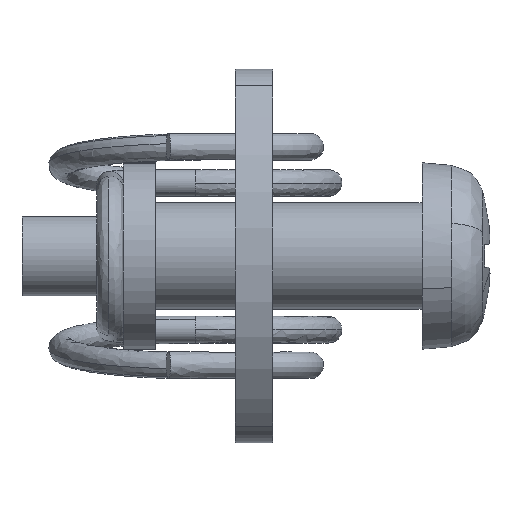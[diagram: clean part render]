
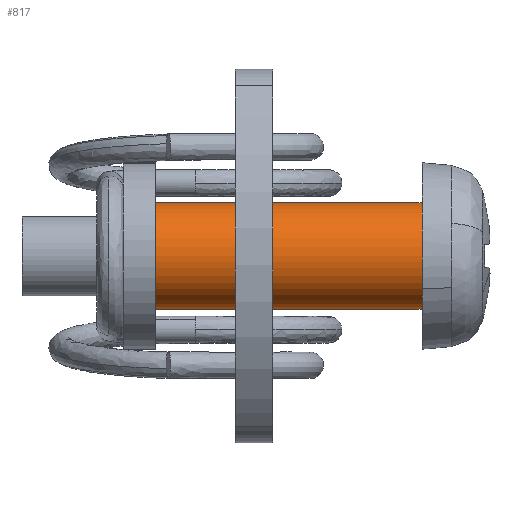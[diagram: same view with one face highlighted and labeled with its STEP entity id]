
A CAD part, top view. The second image highlights one B-rep face of the part: STEP entity #817.
In plain terms, the highlighted free-form (B-spline) face has degree [2, 1] with [5, 2] control points.
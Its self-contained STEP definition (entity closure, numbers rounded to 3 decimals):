
#654=CARTESIAN_POINT('',(-10.,1.986,0.236));
#655=VERTEX_POINT('',#654);
#673=CARTESIAN_POINT('',(0.,1.986,0.236));
#674=VERTEX_POINT('',#673);
#675=CARTESIAN_POINT('',(0.,1.986,0.236));
#676=CARTESIAN_POINT('',(-10.,1.986,0.236));
#677=QUASI_UNIFORM_CURVE('',1,(#675,#676),.UNSPECIFIED.,.F.,.U.);
#678=EDGE_CURVE('',#674,#655,#677,.T.);
#697=CARTESIAN_POINT('',(0.,-1.996,-0.122));
#698=VERTEX_POINT('',#697);
#712=CARTESIAN_POINT('',(-10.,-1.996,-0.122));
#713=VERTEX_POINT('',#712);
#714=CARTESIAN_POINT('',(0.,-1.996,-0.122));
#715=CARTESIAN_POINT('',(-10.,-1.996,-0.122));
#716=QUASI_UNIFORM_CURVE('',1,(#714,#715),.UNSPECIFIED.,.F.,.U.);
#717=EDGE_CURVE('',#698,#713,#716,.T.);
#735=CARTESIAN_POINT('',(0.25,-1.996,-0.122));
#736=CARTESIAN_POINT('',(0.25,-2.118,1.874));
#737=CARTESIAN_POINT('',(0.25,-0.122,1.996));
#738=CARTESIAN_POINT('',(0.25,1.763,2.112));
#739=CARTESIAN_POINT('',(0.25,1.986,0.236));
#740=CARTESIAN_POINT('',(-10.256,-1.996,-0.122));
#741=CARTESIAN_POINT('',(-10.256,-2.118,1.874));
#742=CARTESIAN_POINT('',(-10.256,-0.122,1.996));
#743=CARTESIAN_POINT('',(-10.256,1.763,2.112));
#744=CARTESIAN_POINT('',(-10.256,1.986,0.236));
#752=(BOUNDED_SURFACE()B_SPLINE_SURFACE(2,1,((#735,#740),(#736,#741),(#737,#742),(#738,#743),(#739,#744)),.UNSPECIFIED.,.F.,.F.,.U.)B_SPLINE_SURFACE_WITH_KNOTS((3,2,3),(2,2),(0.0,3.314,6.495),(0.0,10.506),.UNSPECIFIED.)GEOMETRIC_REPRESENTATION_ITEM()RATIONAL_B_SPLINE_SURFACE(((1.0,1.0),(0.707,0.707),(1.0,1.0),(0.719,0.719),(0.978,0.978)))REPRESENTATION_ITEM('')SURFACE());
#753=CARTESIAN_POINT('',(-10.,0.0,2.0));
#754=VERTEX_POINT('',#753);
#755=CARTESIAN_POINT('',(-10.,0.0,2.0));
#756=CARTESIAN_POINT('',(-10.,1.776,2.));
#757=CARTESIAN_POINT('',(-10.,1.986,0.236));
#765=(BOUNDED_CURVE()B_SPLINE_CURVE(2,(#755,#756,#757),.UNSPECIFIED.,.F.,.U.)B_SPLINE_CURVE_WITH_KNOTS((3,3),(0.0,0.23),.UNSPECIFIED.)CURVE()GEOMETRIC_REPRESENTATION_ITEM()RATIONAL_B_SPLINE_CURVE((1.0,0.731,0.956))REPRESENTATION_ITEM(''));
#766=EDGE_CURVE('',#754,#655,#765,.T.);
#767=ORIENTED_EDGE('',*,*,#766,.F.);
#768=CARTESIAN_POINT('',(-10.,-1.996,-0.122));
#769=CARTESIAN_POINT('',(-10.,-2.0,-0.061));
#770=CARTESIAN_POINT('',(-10.,-2.0,0.0));
#771=CARTESIAN_POINT('',(-10.,-2.,2.));
#772=CARTESIAN_POINT('',(-10.,0.0,2.0));
#780=(BOUNDED_CURVE()B_SPLINE_CURVE(2,(#768,#769,#770,#771,#772),.UNSPECIFIED.,.F.,.U.)B_SPLINE_CURVE_WITH_KNOTS((3,2,3),(0.739,0.75,1.0),.UNSPECIFIED.)CURVE()GEOMETRIC_REPRESENTATION_ITEM()RATIONAL_B_SPLINE_CURVE((0.976,0.988,1.0,0.707,1.0))REPRESENTATION_ITEM(''));
#781=EDGE_CURVE('',#713,#754,#780,.T.);
#782=ORIENTED_EDGE('',*,*,#781,.F.);
#783=ORIENTED_EDGE('',*,*,#717,.F.);
#784=CARTESIAN_POINT('',(0.,0.0,2.0));
#785=VERTEX_POINT('',#784);
#786=CARTESIAN_POINT('',(0.,-1.996,-0.122));
#787=CARTESIAN_POINT('',(0.,-2.,-0.061));
#788=CARTESIAN_POINT('',(0.,-2.0,0.0));
#789=CARTESIAN_POINT('',(0.,-2.,2.));
#790=CARTESIAN_POINT('',(0.,0.0,2.0));
#798=(BOUNDED_CURVE()B_SPLINE_CURVE(2,(#786,#787,#788,#789,#790),.UNSPECIFIED.,.F.,.U.)B_SPLINE_CURVE_WITH_KNOTS((3,2,3),(0.739,0.75,1.0),.UNSPECIFIED.)CURVE()GEOMETRIC_REPRESENTATION_ITEM()RATIONAL_B_SPLINE_CURVE((0.976,0.988,1.0,0.707,1.0))REPRESENTATION_ITEM(''));
#799=EDGE_CURVE('',#698,#785,#798,.T.);
#800=ORIENTED_EDGE('',*,*,#799,.T.);
#801=CARTESIAN_POINT('',(0.,0.0,2.0));
#802=CARTESIAN_POINT('',(0.,1.776,2.));
#803=CARTESIAN_POINT('',(0.,1.986,0.236));
#811=(BOUNDED_CURVE()B_SPLINE_CURVE(2,(#801,#802,#803),.UNSPECIFIED.,.F.,.U.)B_SPLINE_CURVE_WITH_KNOTS((3,3),(0.0,0.23),.UNSPECIFIED.)CURVE()GEOMETRIC_REPRESENTATION_ITEM()RATIONAL_B_SPLINE_CURVE((1.0,0.731,0.956))REPRESENTATION_ITEM(''));
#812=EDGE_CURVE('',#785,#674,#811,.T.);
#813=ORIENTED_EDGE('',*,*,#812,.T.);
#814=ORIENTED_EDGE('',*,*,#678,.T.);
#815=EDGE_LOOP('',(#767,#782,#783,#800,#813,#814));
#816=FACE_OUTER_BOUND('',#815,.T.);
#817=ADVANCED_FACE('',(#816),#752,.T.);
